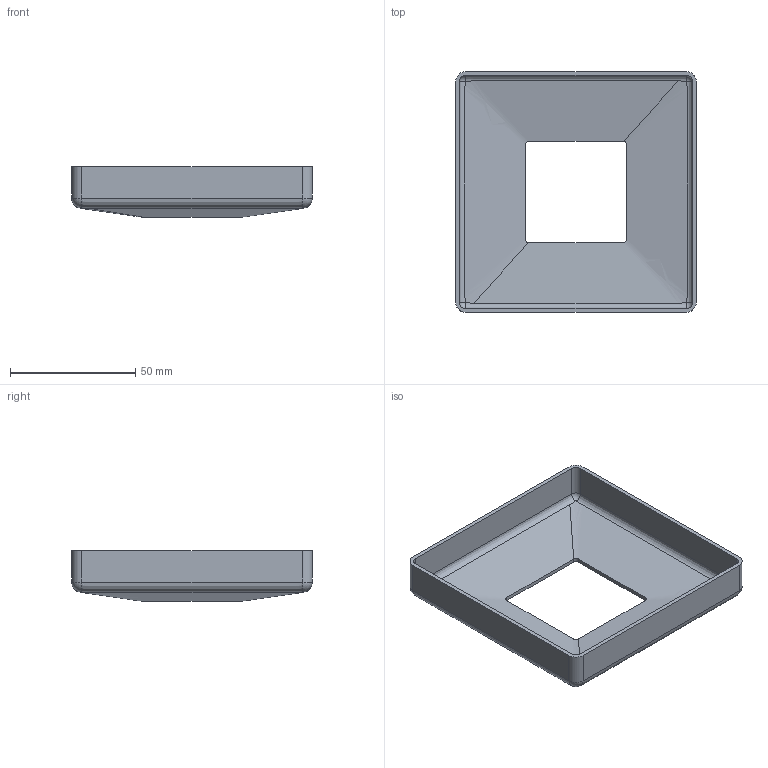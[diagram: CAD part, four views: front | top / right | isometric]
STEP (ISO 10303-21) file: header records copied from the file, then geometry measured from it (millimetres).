
FILE_DESCRIPTION (( 'STEP AP203' ), '1' );
FILE_NAME ('A_4511-9640.STEP', '2023-02-24T12:27:42', ( '' ), ( '' ), 'SwSTEP 2.0', 'SolidWorks 2019', '' );
FILE_SCHEMA (( 'CONFIG_CONTROL_DESIGN' ));
Length unit declared in the file: millimetre
Products named in the file (1): A_4511-9640
Bounding box: 96 x 96 x 20 mm (x, y, z)
Volume: 19011.2 mm3; surface area: 26168.9 mm2
Topology: 1 solids, 1 shells, 47 faces, 122 edges, 76 vertices
Faces by surface type: plane 13, bspline 12, cylinder 12, sphere 10
Entity records: 4401 total; most frequent: CARTESIAN_POINT 3274, ORIENTED_EDGE 244, DIRECTION 188, EDGE_CURVE 122, AXIS2_PLACEMENT_3D 76, VERTEX_POINT 76, EDGE_LOOP 48, ADVANCED_FACE 47
